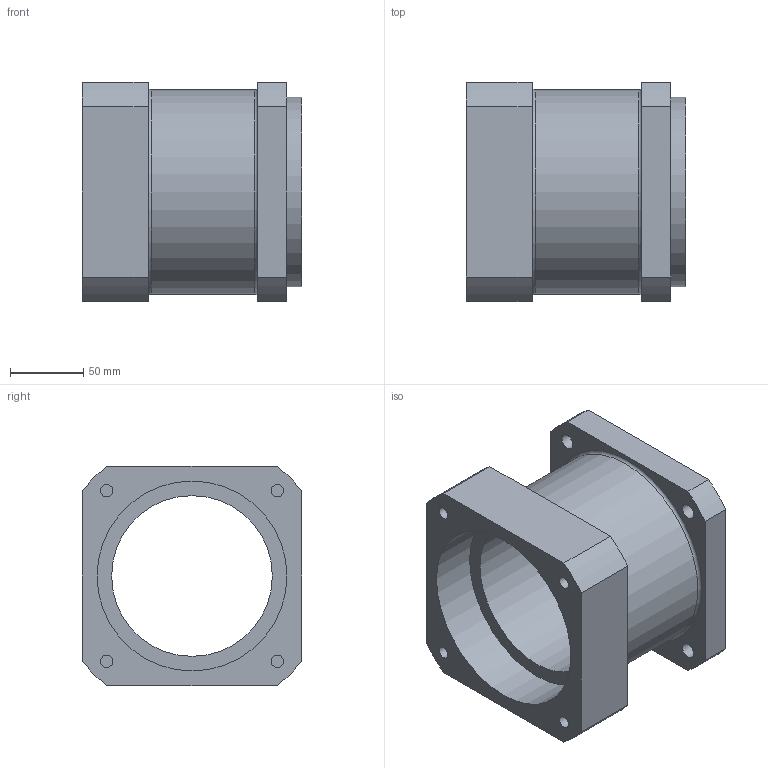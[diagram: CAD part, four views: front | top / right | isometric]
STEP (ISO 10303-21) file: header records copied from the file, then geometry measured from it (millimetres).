
FILE_DESCRIPTION(('STEP AP214'),'1');
FILE_NAME('Manchon de 150 piece fini.stp','2018-11-13T08:17:29',(' '),(' '),'Spatial InterOp 3D',' ',' ');
FILE_SCHEMA(('AUTOMOTIVE_DESIGN { 1 0 10303 214 1 1 1 1 }'));
Length unit declared in the file: millimetre
Products named in the file (1): Manchon de 150
Bounding box: 150 x 150 x 150 mm (x, y, z)
Volume: 1157455 mm3; surface area: 169953.3 mm2
Topology: 1 solids, 1 shells, 40 faces, 93 edges, 63 vertices
Faces by surface type: cylinder 20, plane 18, torus 2
Full cylindrical faces by diameter (mm): 8.5 x4, 10.5 x4, 110 x1, 130 x2, 140 x1
Entity records: 1404 total; most frequent: DIRECTION 198, CARTESIAN_POINT 173, ORIENTED_EDGE 148, AXIS2_PLACEMENT_3D 83, EDGE_CURVE 74, EDGE_LOOP 72, VERTEX_POINT 58, FACE_OUTER_BOUND 54
